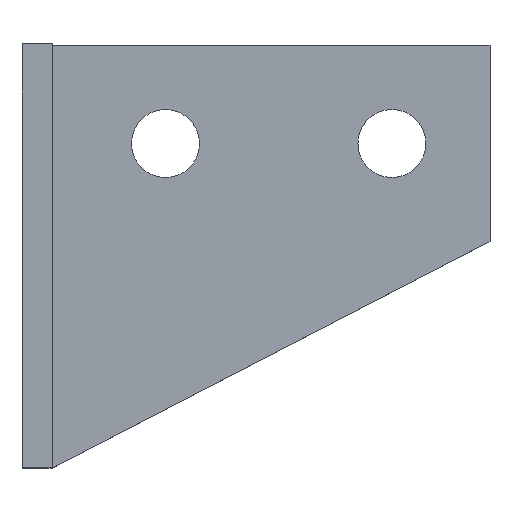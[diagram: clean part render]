
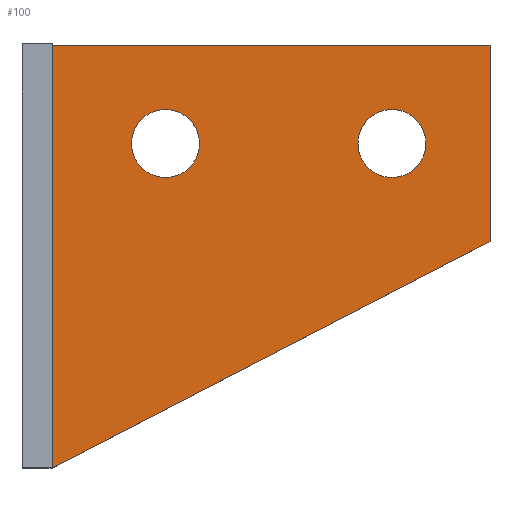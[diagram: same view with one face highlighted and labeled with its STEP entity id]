
A CAD part, top view. The second image highlights one B-rep face of the part: STEP entity #100.
In plain terms, the highlighted planar face has unit normal (0, 0, 1).
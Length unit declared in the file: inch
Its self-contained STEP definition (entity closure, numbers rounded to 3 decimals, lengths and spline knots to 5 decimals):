
#100=ADVANCED_FACE('',(#201,#202,#203),#204,.T.);
#201=FACE_BOUND('',#402,.T.);
#202=FACE_BOUND('',#403,.T.);
#203=FACE_OUTER_BOUND('',#404,.T.);
#204=PLANE('',#405);
#402=EDGE_LOOP('',(#592,#593,#594,#595));
#403=EDGE_LOOP('',(#596,#597,#598,#599));
#404=EDGE_LOOP('',(#600,#601,#602,#603));
#405=AXIS2_PLACEMENT_3D('',#604,#605,#606);
#592=ORIENTED_EDGE('',*,*,#706,.F.);
#593=ORIENTED_EDGE('',*,*,#659,.F.);
#594=ORIENTED_EDGE('',*,*,#644,.F.);
#595=ORIENTED_EDGE('',*,*,#682,.F.);
#596=ORIENTED_EDGE('',*,*,#721,.F.);
#597=ORIENTED_EDGE('',*,*,#649,.F.);
#598=ORIENTED_EDGE('',*,*,#675,.F.);
#599=ORIENTED_EDGE('',*,*,#639,.F.);
#600=ORIENTED_EDGE('',*,*,#686,.F.);
#601=ORIENTED_EDGE('',*,*,#723,.F.);
#602=ORIENTED_EDGE('',*,*,#663,.F.);
#603=ORIENTED_EDGE('',*,*,#724,.F.);
#604=CARTESIAN_POINT('',(1.79284,2.09817,0.3942));
#605=DIRECTION('',(0.0,0.0,1.0));
#606=DIRECTION('',(1.0,0.0,0.0));
#639=EDGE_CURVE('',#747,#748,#749,.T.);
#644=EDGE_CURVE('',#756,#757,#758,.T.);
#649=EDGE_CURVE('',#765,#766,#767,.T.);
#659=EDGE_CURVE('',#757,#783,#784,.T.);
#663=EDGE_CURVE('',#789,#790,#791,.T.);
#675=EDGE_CURVE('',#748,#765,#809,.T.);
#682=EDGE_CURVE('',#818,#756,#819,.T.);
#686=EDGE_CURVE('',#824,#825,#826,.T.);
#706=EDGE_CURVE('',#783,#818,#852,.T.);
#721=EDGE_CURVE('',#766,#747,#868,.T.);
#723=EDGE_CURVE('',#790,#824,#870,.T.);
#724=EDGE_CURVE('',#825,#789,#871,.T.);
#747=VERTEX_POINT('',#910);
#748=VERTEX_POINT('',#911);
#749=B_SPLINE_CURVE_WITH_KNOTS('',3,(#912,#913,#914,#915),.UNSPECIFIED.,.F.,.F.,(4,4),(0.0,80.0),.UNSPECIFIED.);
#756=VERTEX_POINT('',#927);
#757=VERTEX_POINT('',#928);
#758=B_SPLINE_CURVE_WITH_KNOTS('',3,(#929,#930,#931,#932),.UNSPECIFIED.,.F.,.F.,(4,4),(0.0,80.0),.UNSPECIFIED.);
#765=VERTEX_POINT('',#944);
#766=VERTEX_POINT('',#945);
#767=B_SPLINE_CURVE_WITH_KNOTS('',3,(#946,#947,#948,#949),.UNSPECIFIED.,.F.,.F.,(4,4),(0.0,80.0),.UNSPECIFIED.);
#783=VERTEX_POINT('',#978);
#784=B_SPLINE_CURVE_WITH_KNOTS('',3,(#979,#980,#981,#982),.UNSPECIFIED.,.F.,.F.,(4,4),(0.0,80.0),.UNSPECIFIED.);
#789=VERTEX_POINT('',#991);
#790=VERTEX_POINT('',#992);
#791=LINE('',#993,#994);
#809=B_SPLINE_CURVE_WITH_KNOTS('',3,(#1032,#1033,#1034,#1035),.UNSPECIFIED.,.F.,.F.,(4,4),(0.0,80.0),.UNSPECIFIED.);
#818=VERTEX_POINT('',#1050);
#819=B_SPLINE_CURVE_WITH_KNOTS('',3,(#1051,#1052,#1053,#1054),.UNSPECIFIED.,.F.,.F.,(4,4),(0.0,80.0),.UNSPECIFIED.);
#824=VERTEX_POINT('',#1063);
#825=VERTEX_POINT('',#1064);
#826=LINE('',#1065,#1066);
#852=B_SPLINE_CURVE_WITH_KNOTS('',3,(#1114,#1115,#1116,#1117),.UNSPECIFIED.,.F.,.F.,(4,4),(0.0,80.0),.UNSPECIFIED.);
#868=B_SPLINE_CURVE_WITH_KNOTS('',3,(#1144,#1145,#1146,#1147),.UNSPECIFIED.,.F.,.F.,(4,4),(0.0,80.0),.UNSPECIFIED.);
#870=LINE('',#1149,#1150);
#871=LINE('',#1151,#1152);
#910=CARTESIAN_POINT('',(1.18459,2.95954,0.3942));
#911=CARTESIAN_POINT('',(0.90422,2.67917,0.3942));
#912=CARTESIAN_POINT('',(1.18459,2.95954,0.3942));
#913=CARTESIAN_POINT('',(1.02974,2.95954,0.3942));
#914=CARTESIAN_POINT('',(0.90422,2.83401,0.3942));
#915=CARTESIAN_POINT('',(0.90422,2.67917,0.3942));
#927=CARTESIAN_POINT('',(2.77339,2.67917,0.3942));
#928=CARTESIAN_POINT('',(3.05377,2.39879,0.3942));
#929=CARTESIAN_POINT('',(2.77339,2.67917,0.3942));
#930=CARTESIAN_POINT('',(2.77339,2.52432,0.3942));
#931=CARTESIAN_POINT('',(2.89892,2.39879,0.3942));
#932=CARTESIAN_POINT('',(3.05377,2.39879,0.3942));
#944=CARTESIAN_POINT('',(1.18459,2.39879,0.3942));
#945=CARTESIAN_POINT('',(1.46497,2.67917,0.3942));
#946=CARTESIAN_POINT('',(1.18459,2.39879,0.3942));
#947=CARTESIAN_POINT('',(1.33944,2.39879,0.3942));
#948=CARTESIAN_POINT('',(1.46497,2.52432,0.3942));
#949=CARTESIAN_POINT('',(1.46497,2.67917,0.3942));
#978=CARTESIAN_POINT('',(3.33415,2.67917,0.3942));
#979=CARTESIAN_POINT('',(3.05377,2.39879,0.3942));
#980=CARTESIAN_POINT('',(3.20863,2.39879,0.3942));
#981=CARTESIAN_POINT('',(3.33415,2.52432,0.3942));
#982=CARTESIAN_POINT('',(3.33415,2.67917,0.3942));
#991=CARTESIAN_POINT('',(0.25,0.,0.3942));
#992=CARTESIAN_POINT('',(0.25,3.48914,0.3942));
#993=CARTESIAN_POINT('',(0.25,3.48914,0.3942));
#994=VECTOR('',#1169,1.0);
#1032=CARTESIAN_POINT('',(0.90422,2.67917,0.3942));
#1033=CARTESIAN_POINT('',(0.90422,2.52432,0.3942));
#1034=CARTESIAN_POINT('',(1.02974,2.39879,0.3942));
#1035=CARTESIAN_POINT('',(1.18459,2.39879,0.3942));
#1050=CARTESIAN_POINT('',(3.05377,2.95954,0.3942));
#1051=CARTESIAN_POINT('',(3.05377,2.95954,0.3942));
#1052=CARTESIAN_POINT('',(2.89892,2.95954,0.3942));
#1053=CARTESIAN_POINT('',(2.77339,2.83401,0.3942));
#1054=CARTESIAN_POINT('',(2.77339,2.67917,0.3942));
#1063=CARTESIAN_POINT('',(3.86375,3.48914,0.3942));
#1064=CARTESIAN_POINT('',(3.86375,1.86919,0.3942));
#1065=CARTESIAN_POINT('',(3.86375,1.86919,0.3942));
#1066=VECTOR('',#1179,1.0);
#1114=CARTESIAN_POINT('',(3.33415,2.67917,0.3942));
#1115=CARTESIAN_POINT('',(3.33415,2.83401,0.3942));
#1116=CARTESIAN_POINT('',(3.20863,2.95954,0.3942));
#1117=CARTESIAN_POINT('',(3.05377,2.95954,0.3942));
#1144=CARTESIAN_POINT('',(1.46497,2.67917,0.3942));
#1145=CARTESIAN_POINT('',(1.46497,2.83401,0.3942));
#1146=CARTESIAN_POINT('',(1.33944,2.95954,0.3942));
#1147=CARTESIAN_POINT('',(1.18459,2.95954,0.3942));
#1149=CARTESIAN_POINT('',(0.25067,3.48914,0.3942));
#1150=VECTOR('',#1198,1.0);
#1151=CARTESIAN_POINT('',(0.25,0.,0.3942));
#1152=VECTOR('',#1199,1.);
#1169=DIRECTION('',(0.0,1.0,0.0));
#1179=DIRECTION('',(-0.0,-1.0,-0.0));
#1198=DIRECTION('',(1.0,0.0,0.0));
#1199=DIRECTION('',(-0.888,-0.459,-0.0));
